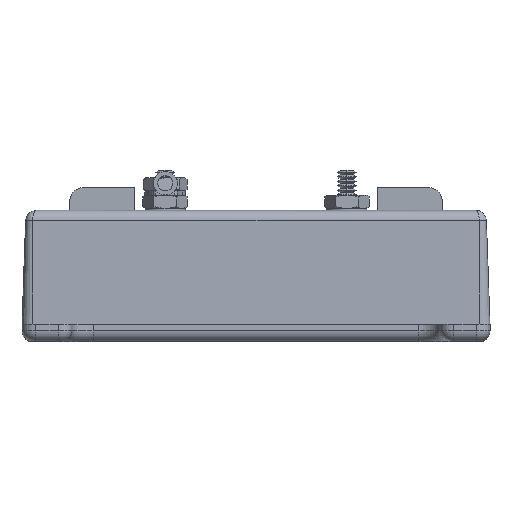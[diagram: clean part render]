
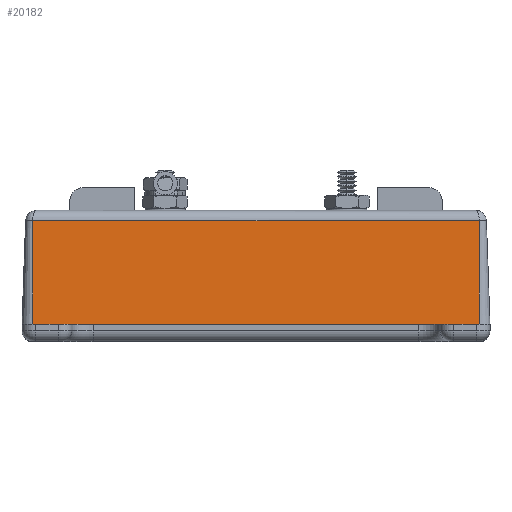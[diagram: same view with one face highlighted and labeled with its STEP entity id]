
A CAD part, top view. The second image highlights one B-rep face of the part: STEP entity #20182.
In plain terms, the highlighted planar face has unit normal (0, 0.035, 0.999).
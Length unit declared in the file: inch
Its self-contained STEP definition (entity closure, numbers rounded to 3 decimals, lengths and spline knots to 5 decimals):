
#961 = CARTESIAN_POINT ( 'NONE',  ( 2.088, 0., 1.185 ) ) ;
#1812 = PLANE ( 'NONE',  #6956 ) ;
#1848 = VERTEX_POINT ( 'NONE', #35838 ) ;
#2377 = VERTEX_POINT ( 'NONE', #961 ) ;
#4018 = ORIENTED_EDGE ( 'NONE', *, *, #7907, .T. ) ;
#4693 = CARTESIAN_POINT ( 'NONE',  ( 2.088, 0., 1.185 ) ) ;
#6956 = AXIS2_PLACEMENT_3D ( 'NONE', #24125, #8676, #38727 ) ;
#7907 = EDGE_CURVE ( 'NONE', #1848, #15063, #38666, .T. ) ;
#8273 = EDGE_CURVE ( 'NONE', #15063, #45675, #26238, .T. ) ;
#8303 = DIRECTION ( 'NONE',  ( 0., -0.999, 0.035 ) ) ;
#8676 = DIRECTION ( 'NONE',  ( 0., 0.035, 0.999 ) ) ;
#11989 = FACE_OUTER_BOUND ( 'NONE', #29052, .T. ) ;
#15063 = VERTEX_POINT ( 'NONE', #25068 ) ;
#16250 = ORIENTED_EDGE ( 'NONE', *, *, #36563, .T. ) ;
#17733 = CARTESIAN_POINT ( 'NONE',  ( -2.088, 0., 1.185 ) ) ;
#20182 = ADVANCED_FACE ( 'NONE', ( #11989 ), #1812, .T. ) ;
#20343 = DIRECTION ( 'NONE',  ( -1., 0., 0. ) ) ;
#23291 = VECTOR ( 'NONE', #27836, 39.37008 ) ;
#24125 = CARTESIAN_POINT ( 'NONE',  ( -2.088, 0., 1.185 ) ) ;
#24316 = VECTOR ( 'NONE', #8303, 39.37008 ) ;
#24585 = EDGE_CURVE ( 'NONE', #1848, #2377, #30196, .T. ) ;
#25068 = CARTESIAN_POINT ( 'NONE',  ( -2.088, 0.96749, 1.15121 ) ) ;
#26238 = LINE ( 'NONE', #28007, #23291 ) ;
#26686 = ORIENTED_EDGE ( 'NONE', *, *, #24585, .F. ) ;
#27375 = CARTESIAN_POINT ( 'NONE',  ( -2.088, 0., 1.185 ) ) ;
#27836 = DIRECTION ( 'NONE',  ( 0., -0.999, 0.035 ) ) ;
#28007 = CARTESIAN_POINT ( 'NONE',  ( -2.088, 0., 1.185 ) ) ;
#29052 = EDGE_LOOP ( 'NONE', ( #26686, #4018, #29853, #16250 ) ) ;
#29853 = ORIENTED_EDGE ( 'NONE', *, *, #8273, .T. ) ;
#30196 = LINE ( 'NONE', #4693, #24316 ) ;
#34145 = LINE ( 'NONE', #27375, #47576 ) ;
#35838 = CARTESIAN_POINT ( 'NONE',  ( 2.088, 0.96749, 1.15121 ) ) ;
#36563 = EDGE_CURVE ( 'NONE', #45675, #2377, #34145, .T. ) ;
#38666 = LINE ( 'NONE', #46660, #47409 ) ;
#38727 = DIRECTION ( 'NONE',  ( 0., -0.999, 0.035 ) ) ;
#42092 = DIRECTION ( 'NONE',  ( 1., 0., 0. ) ) ;
#45675 = VERTEX_POINT ( 'NONE', #17733 ) ;
#46660 = CARTESIAN_POINT ( 'NONE',  ( -2.088, 0.96749, 1.15121 ) ) ;
#47409 = VECTOR ( 'NONE', #20343, 39.37008 ) ;
#47576 = VECTOR ( 'NONE', #42092, 39.37008 ) ;
